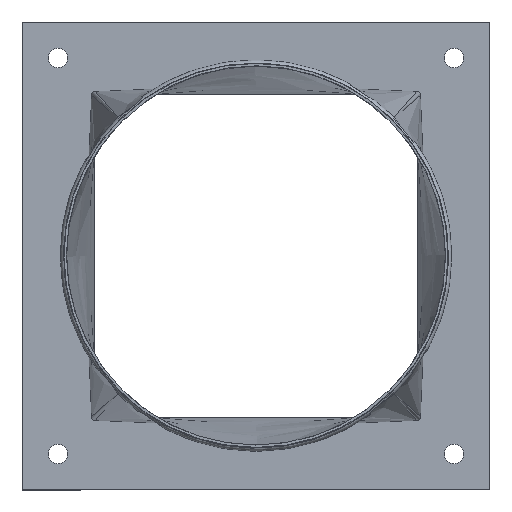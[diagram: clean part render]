
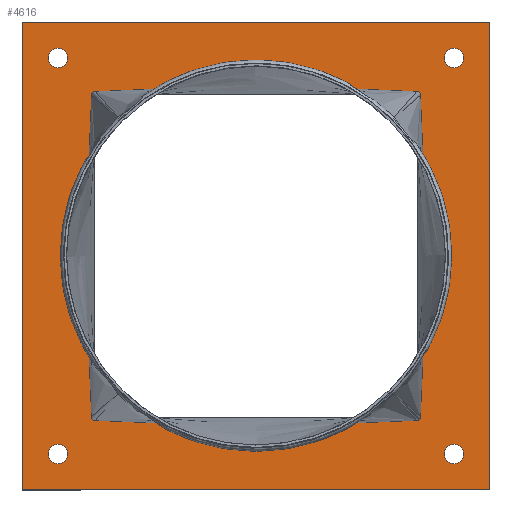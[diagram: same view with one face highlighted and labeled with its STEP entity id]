
A CAD part, top view. The second image highlights one B-rep face of the part: STEP entity #4616.
In plain terms, the highlighted planar face has unit normal (0, 0, 1).
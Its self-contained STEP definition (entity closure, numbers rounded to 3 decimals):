
#177 = ORIENTED_EDGE ( 'NONE', *, *, #1106, .F. ) ;
#252 = VECTOR ( 'NONE', #896, 1000. ) ;
#371 = CARTESIAN_POINT ( 'NONE',  ( 97.5, 97.5, 0. ) ) ;
#403 = LINE ( 'NONE', #1843, #8988 ) ;
#419 = CARTESIAN_POINT ( 'NONE',  ( -82.5, 82.5, 0. ) ) ;
#515 = LINE ( 'NONE', #8745, #8834 ) ;
#626 = CARTESIAN_POINT ( 'NONE',  ( 67.5, 67.5, 0. ) ) ;
#735 = DIRECTION ( 'NONE',  ( -1., 0., 0. ) ) ;
#843 = DIRECTION ( 'NONE',  ( 0., 0., -1. ) ) ;
#896 = DIRECTION ( 'NONE',  ( 1., 0., 0. ) ) ;
#904 = DIRECTION ( 'NONE',  ( 1., 0., 0. ) ) ;
#906 = EDGE_CURVE ( 'NONE', #2291, #3072, #5096, .T. ) ;
#996 = VERTEX_POINT ( 'NONE', #626 ) ;
#1106 = EDGE_CURVE ( 'NONE', #10449, #10149, #8061, .T. ) ;
#1233 = DIRECTION ( 'NONE',  ( 1., 0., 0. ) ) ;
#1456 = FACE_OUTER_BOUND ( 'NONE', #1651, .T. ) ;
#1526 = DIRECTION ( 'NONE',  ( 1., 0., 0. ) ) ;
#1651 = EDGE_LOOP ( 'NONE', ( #6660, #3458, #8488, #4558 ) ) ;
#1691 = CARTESIAN_POINT ( 'NONE',  ( -97.5, 97.5, 0. ) ) ;
#1727 = FACE_BOUND ( 'NONE', #1923, .T. ) ;
#1823 = EDGE_CURVE ( 'NONE', #1933, #4487, #6149, .T. ) ;
#1843 = CARTESIAN_POINT ( 'NONE',  ( 67.5, 67.5, 0. ) ) ;
#1849 = CARTESIAN_POINT ( 'NONE',  ( -67.5, -67.5, 0. ) ) ;
#1923 = EDGE_LOOP ( 'NONE', ( #9934, #177, #9033, #4069 ) ) ;
#1933 = VERTEX_POINT ( 'NONE', #6249 ) ;
#1956 = CARTESIAN_POINT ( 'NONE',  ( 97.5, 97.5, 0. ) ) ;
#2096 = EDGE_LOOP ( 'NONE', ( #9398 ) ) ;
#2167 = VERTEX_POINT ( 'NONE', #8889 ) ;
#2228 = LINE ( 'NONE', #2495, #6114 ) ;
#2237 = EDGE_CURVE ( 'NONE', #3896, #3896, #2624, .T. ) ;
#2281 = EDGE_LOOP ( 'NONE', ( #10693 ) ) ;
#2291 = VERTEX_POINT ( 'NONE', #2302 ) ;
#2302 = CARTESIAN_POINT ( 'NONE',  ( 97.5, -97.5, 0. ) ) ;
#2306 = EDGE_CURVE ( 'NONE', #6877, #6877, #4454, .T. ) ;
#2495 = CARTESIAN_POINT ( 'NONE',  ( -67.5, 67.5, 0. ) ) ;
#2624 = CIRCLE ( 'NONE', #6142, 4. ) ;
#2629 = FACE_BOUND ( 'NONE', #2281, .T. ) ;
#3072 = VERTEX_POINT ( 'NONE', #371 ) ;
#3137 = CARTESIAN_POINT ( 'NONE',  ( 67.5, -67.5, 0. ) ) ;
#3144 = VECTOR ( 'NONE', #5950, 1000. ) ;
#3307 = CARTESIAN_POINT ( 'NONE',  ( 82.5, 82.5, 0. ) ) ;
#3409 = CIRCLE ( 'NONE', #9060, 4. ) ;
#3458 = ORIENTED_EDGE ( 'NONE', *, *, #10731, .T. ) ;
#3539 = FACE_BOUND ( 'NONE', #2096, .T. ) ;
#3541 = EDGE_CURVE ( 'NONE', #10149, #996, #403, .T. ) ;
#3555 = CARTESIAN_POINT ( 'NONE',  ( -97.5, -97.5, 0. ) ) ;
#3615 = EDGE_LOOP ( 'NONE', ( #5019 ) ) ;
#3650 = AXIS2_PLACEMENT_3D ( 'NONE', #9190, #843, #735 ) ;
#3889 = EDGE_CURVE ( 'NONE', #9220, #9220, #7568, .T. ) ;
#3896 = VERTEX_POINT ( 'NONE', #5147 ) ;
#3935 = VECTOR ( 'NONE', #7598, 1000. ) ;
#4069 = ORIENTED_EDGE ( 'NONE', *, *, #10603, .F. ) ;
#4152 = PLANE ( 'NONE',  #3650 ) ;
#4361 = ORIENTED_EDGE ( 'NONE', *, *, #2306, .F. ) ;
#4454 = CIRCLE ( 'NONE', #7033, 4. ) ;
#4487 = VERTEX_POINT ( 'NONE', #3555 ) ;
#4558 = ORIENTED_EDGE ( 'NONE', *, *, #7504, .T. ) ;
#4616 = ADVANCED_FACE ( 'NONE', ( #3539, #2629, #8065, #9875, #1727, #1456 ), #4152, .F. ) ;
#5019 = ORIENTED_EDGE ( 'NONE', *, *, #3889, .F. ) ;
#5096 = LINE ( 'NONE', #8351, #6134 ) ;
#5147 = CARTESIAN_POINT ( 'NONE',  ( 86.5, -82.5, 0. ) ) ;
#5157 = DIRECTION ( 'NONE',  ( 1., 0., 0. ) ) ;
#5217 = EDGE_CURVE ( 'NONE', #7270, #7270, #3409, .T. ) ;
#5281 = DIRECTION ( 'NONE',  ( -1., 0., 0. ) ) ;
#5286 = DIRECTION ( 'NONE',  ( 0., 1., 0. ) ) ;
#5665 = DIRECTION ( 'NONE',  ( 0., 0., 1. ) ) ;
#5728 = CARTESIAN_POINT ( 'NONE',  ( 97.5, -97.5, 0. ) ) ;
#5950 = DIRECTION ( 'NONE',  ( 1., 0., 0. ) ) ;
#5995 = DIRECTION ( 'NONE',  ( 0., 0., 1. ) ) ;
#6114 = VECTOR ( 'NONE', #8289, 1000. ) ;
#6134 = VECTOR ( 'NONE', #6907, 1000. ) ;
#6142 = AXIS2_PLACEMENT_3D ( 'NONE', #6460, #5665, #1526 ) ;
#6149 = LINE ( 'NONE', #1691, #3935 ) ;
#6249 = CARTESIAN_POINT ( 'NONE',  ( -97.5, 97.5, 0. ) ) ;
#6460 = CARTESIAN_POINT ( 'NONE',  ( 82.5, -82.5, 0. ) ) ;
#6660 = ORIENTED_EDGE ( 'NONE', *, *, #1823, .T. ) ;
#6687 = AXIS2_PLACEMENT_3D ( 'NONE', #419, #9580, #1233 ) ;
#6766 = CARTESIAN_POINT ( 'NONE',  ( -78.5, -82.5, 0. ) ) ;
#6876 = CARTESIAN_POINT ( 'NONE',  ( 86.5, 82.5, 0. ) ) ;
#6877 = VERTEX_POINT ( 'NONE', #6876 ) ;
#6888 = LINE ( 'NONE', #5728, #252 ) ;
#6907 = DIRECTION ( 'NONE',  ( 0., 1., 0. ) ) ;
#6921 = CARTESIAN_POINT ( 'NONE',  ( -82.5, -82.5, 0. ) ) ;
#7014 = LINE ( 'NONE', #1956, #7420 ) ;
#7033 = AXIS2_PLACEMENT_3D ( 'NONE', #3307, #9029, #904 ) ;
#7270 = VERTEX_POINT ( 'NONE', #6766 ) ;
#7420 = VECTOR ( 'NONE', #5281, 1000. ) ;
#7504 = EDGE_CURVE ( 'NONE', #3072, #1933, #7014, .T. ) ;
#7568 = CIRCLE ( 'NONE', #6687, 4. ) ;
#7598 = DIRECTION ( 'NONE',  ( 0., -1., 0. ) ) ;
#7610 = CARTESIAN_POINT ( 'NONE',  ( -78.5, 82.5, 0. ) ) ;
#7981 = DIRECTION ( 'NONE',  ( 0., -1., 0. ) ) ;
#8061 = LINE ( 'NONE', #1849, #3144 ) ;
#8065 = FACE_BOUND ( 'NONE', #9668, .T. ) ;
#8289 = DIRECTION ( 'NONE',  ( -1., 0., 0. ) ) ;
#8351 = CARTESIAN_POINT ( 'NONE',  ( 97.5, 97.5, 0. ) ) ;
#8488 = ORIENTED_EDGE ( 'NONE', *, *, #906, .T. ) ;
#8745 = CARTESIAN_POINT ( 'NONE',  ( -67.5, 67.5, 0. ) ) ;
#8834 = VECTOR ( 'NONE', #7981, 1000. ) ;
#8889 = CARTESIAN_POINT ( 'NONE',  ( -67.5, 67.5, 0. ) ) ;
#8988 = VECTOR ( 'NONE', #5286, 1000. ) ;
#9029 = DIRECTION ( 'NONE',  ( 0., 0., 1. ) ) ;
#9033 = ORIENTED_EDGE ( 'NONE', *, *, #9646, .F. ) ;
#9060 = AXIS2_PLACEMENT_3D ( 'NONE', #6921, #5995, #5157 ) ;
#9190 = CARTESIAN_POINT ( 'NONE',  ( 0., 0., 0. ) ) ;
#9220 = VERTEX_POINT ( 'NONE', #7610 ) ;
#9398 = ORIENTED_EDGE ( 'NONE', *, *, #5217, .F. ) ;
#9580 = DIRECTION ( 'NONE',  ( 0., 0., 1. ) ) ;
#9646 = EDGE_CURVE ( 'NONE', #2167, #10449, #515, .T. ) ;
#9668 = EDGE_LOOP ( 'NONE', ( #4361 ) ) ;
#9875 = FACE_BOUND ( 'NONE', #3615, .T. ) ;
#9934 = ORIENTED_EDGE ( 'NONE', *, *, #3541, .F. ) ;
#10149 = VERTEX_POINT ( 'NONE', #3137 ) ;
#10220 = CARTESIAN_POINT ( 'NONE',  ( -67.5, -67.5, 0. ) ) ;
#10449 = VERTEX_POINT ( 'NONE', #10220 ) ;
#10603 = EDGE_CURVE ( 'NONE', #996, #2167, #2228, .T. ) ;
#10693 = ORIENTED_EDGE ( 'NONE', *, *, #2237, .F. ) ;
#10731 = EDGE_CURVE ( 'NONE', #4487, #2291, #6888, .T. ) ;
